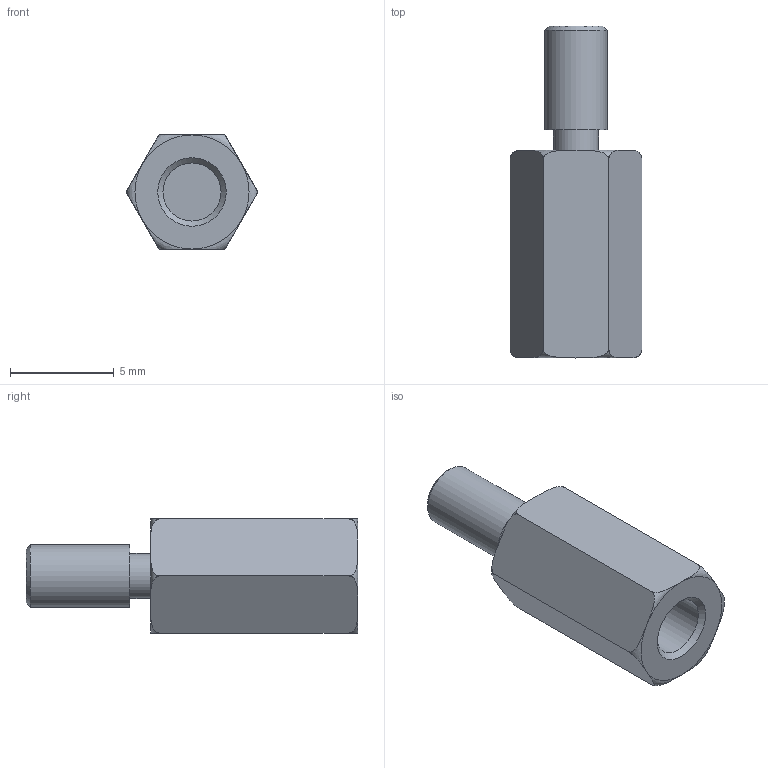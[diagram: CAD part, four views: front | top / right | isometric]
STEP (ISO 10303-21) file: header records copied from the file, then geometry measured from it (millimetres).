
FILE_DESCRIPTION(/* description */ (''),/* implementation_level */ '2;1');
FILE_NAME(/* name */ 'Colonnette_M3-10-MF.step',/* time_stamp */ '2025-12-04T23:58:31+01:00',/* author */ (''),/* organization */ (''),/* preprocessor_version */ 'ST-DEVELOPER v20.1',/* originating_system */ 'Autodesk Translation Framework v14.17.0.0',/* authorisation */ '');
FILE_SCHEMA (('AUTOMOTIVE_DESIGN { 1 0 10303 214 3 1 1 }'));
Length unit declared in the file: millimetre
Products named in the file (1): Colonnette_M3-10-MF
Bounding box: 6.35 x 16 x 5.5 mm (x, y, z)
Volume: 249.5 mm3; surface area: 372.4 mm2
Topology: 1 solids, 1 shells, 28 faces, 55 edges, 32 vertices
Faces by surface type: torus 12, plane 11, cylinder 3, cone 2
Full cylindrical faces by diameter (mm): 2.173 x1, 2.8 x1, 3 x1
Entity records: 963 total; most frequent: CARTESIAN_POINT 380, ORIENTED_EDGE 110, DIRECTION 109, EDGE_CURVE 55, AXIS2_PLACEMENT_3D 49, VERTEX_POINT 32, EDGE_LOOP 31, FACE_OUTER_BOUND 28
